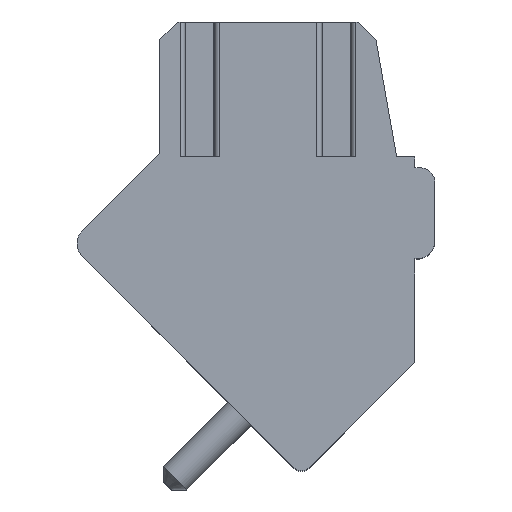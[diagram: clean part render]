
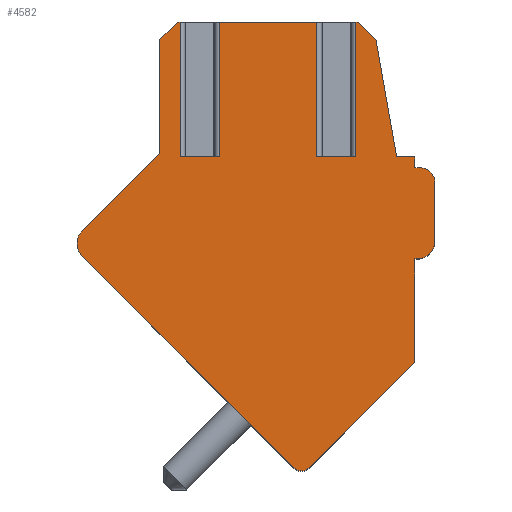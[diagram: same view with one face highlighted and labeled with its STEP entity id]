
A CAD part, top view. The second image highlights one B-rep face of the part: STEP entity #4582.
In plain terms, the highlighted planar face has unit normal (0, 0, 1).
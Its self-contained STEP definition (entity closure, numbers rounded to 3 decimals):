
#1244=DIRECTION('',(0.707,-0.707,0.));
#1245=VECTOR('',#1244,8.2);
#1246=CARTESIAN_POINT('',(-4.761,0.072,1.75));
#1247=LINE('',#1246,#1245);
#1415=DIRECTION('',(1.,0.,0.));
#1416=VECTOR('',#1415,1.07);
#1417=CARTESIAN_POINT('',(1.673,2.8,1.75));
#1418=LINE('',#1417,#1416);
#1419=DIRECTION('',(0.,1.,0.));
#1420=VECTOR('',#1419,3.7);
#1421=CARTESIAN_POINT('',(2.743,2.8,1.75));
#1422=LINE('',#1421,#1420);
#1423=DIRECTION('',(-1.,0.,0.));
#1424=VECTOR('',#1423,0.068);
#1425=CARTESIAN_POINT('',(2.811,6.5,1.75));
#1426=LINE('',#1425,#1424);
#1427=DIRECTION('',(-0.707,0.707,0.));
#1428=VECTOR('',#1427,0.677);
#1429=CARTESIAN_POINT('',(3.29,6.021,1.75));
#1430=LINE('',#1429,#1428);
#1431=DIRECTION('',(-0.174,0.985,0.));
#1432=VECTOR('',#1431,3.271);
#1433=CARTESIAN_POINT('',(3.858,2.8,1.75));
#1434=LINE('',#1433,#1432);
#1435=DIRECTION('',(-1.,0.,0.));
#1436=VECTOR('',#1435,0.5);
#1437=CARTESIAN_POINT('',(4.358,2.8,1.75));
#1438=LINE('',#1437,#1436);
#1439=DIRECTION('',(0.,1.,0.));
#1440=VECTOR('',#1439,0.3);
#1441=CARTESIAN_POINT('',(4.358,2.5,1.75));
#1442=LINE('',#1441,#1440);
#1443=DIRECTION('',(-1.,0.,0.));
#1444=VECTOR('',#1443,0.15);
#1445=CARTESIAN_POINT('',(4.508,2.5,1.75));
#1446=LINE('',#1445,#1444);
#1447=CARTESIAN_POINT('',(4.508,2.1,1.75));
#1448=DIRECTION('',(0.,0.,1.));
#1449=DIRECTION('',(1.,0.,0.));
#1450=AXIS2_PLACEMENT_3D('',#1447,#1448,#1449);
#1452=DIRECTION('',(0.,1.,0.));
#1453=VECTOR('',#1452,1.6);
#1454=CARTESIAN_POINT('',(4.908,0.5,1.75));
#1455=LINE('',#1454,#1453);
#1456=CARTESIAN_POINT('',(4.408,0.5,1.75));
#1457=DIRECTION('',(0.,0.,1.));
#1458=DIRECTION('',(0.,-1.,0.));
#1459=AXIS2_PLACEMENT_3D('',#1456,#1457,#1458);
#1461=DIRECTION('',(1.,0.,0.));
#1462=VECTOR('',#1461,0.05);
#1463=CARTESIAN_POINT('',(4.358,0.,1.75));
#1464=LINE('',#1463,#1462);
#1465=DIRECTION('',(0.,1.,0.));
#1466=VECTOR('',#1465,2.83);
#1467=CARTESIAN_POINT('',(4.358,-2.83,1.75));
#1468=LINE('',#1467,#1466);
#1469=DIRECTION('',(0.707,0.707,0.));
#1470=VECTOR('',#1469,4.096);
#1471=CARTESIAN_POINT('',(1.461,-5.727,1.75));
#1472=LINE('',#1471,#1470);
#1473=CARTESIAN_POINT('',(1.249,-5.515,1.75));
#1474=DIRECTION('',(0.,0.,1.));
#1475=DIRECTION('',(-0.707,-0.707,0.));
#1476=AXIS2_PLACEMENT_3D('',#1473,#1474,#1475);
#1478=CARTESIAN_POINT('',(-4.408,0.425,1.75));
#1479=DIRECTION('',(0.,0.,1.));
#1480=DIRECTION('',(-0.707,0.707,0.));
#1481=AXIS2_PLACEMENT_3D('',#1478,#1479,#1480);
#1483=DIRECTION('',(-0.707,-0.707,0.));
#1484=VECTOR('',#1483,2.997);
#1485=CARTESIAN_POINT('',(-2.642,2.898,1.75));
#1486=LINE('',#1485,#1484);
#1487=DIRECTION('',(0.,-1.,0.));
#1488=VECTOR('',#1487,3.111);
#1489=CARTESIAN_POINT('',(-2.642,6.009,1.75));
#1490=LINE('',#1489,#1488);
#1491=DIRECTION('',(-0.707,-0.707,0.));
#1492=VECTOR('',#1491,0.694);
#1493=CARTESIAN_POINT('',(-2.151,6.5,1.75));
#1494=LINE('',#1493,#1492);
#1495=DIRECTION('',(-1.,0.,0.));
#1496=VECTOR('',#1495,0.074);
#1497=CARTESIAN_POINT('',(-2.077,6.5,1.75));
#1498=LINE('',#1497,#1496);
#1499=DIRECTION('',(0.,1.,0.));
#1500=VECTOR('',#1499,3.7);
#1501=CARTESIAN_POINT('',(-2.077,2.8,1.75));
#1502=LINE('',#1501,#1500);
#1503=DIRECTION('',(1.,0.,0.));
#1504=VECTOR('',#1503,1.07);
#1505=CARTESIAN_POINT('',(-2.077,2.8,1.75));
#1506=LINE('',#1505,#1504);
#1507=DIRECTION('',(0.,1.,0.));
#1508=VECTOR('',#1507,3.7);
#1509=CARTESIAN_POINT('',(-1.007,2.8,1.75));
#1510=LINE('',#1509,#1508);
#1511=DIRECTION('',(-1.,0.,0.));
#1512=VECTOR('',#1511,2.68);
#1513=CARTESIAN_POINT('',(1.673,6.5,1.75));
#1514=LINE('',#1513,#1512);
#1515=DIRECTION('',(0.,1.,0.));
#1516=VECTOR('',#1515,3.7);
#1517=CARTESIAN_POINT('',(1.673,2.8,1.75));
#1518=LINE('',#1517,#1516);
#2206=CARTESIAN_POINT('',(1.673,2.8,1.75));
#2207=CARTESIAN_POINT('',(2.743,2.8,1.75));
#2208=VERTEX_POINT('',#2206);
#2209=VERTEX_POINT('',#2207);
#2210=CARTESIAN_POINT('',(2.743,6.5,1.75));
#2211=VERTEX_POINT('',#2210);
#2212=CARTESIAN_POINT('',(1.673,6.5,1.75));
#2213=VERTEX_POINT('',#2212);
#2226=CARTESIAN_POINT('',(-2.077,2.8,1.75));
#2227=CARTESIAN_POINT('',(-1.007,2.8,1.75));
#2228=VERTEX_POINT('',#2226);
#2229=VERTEX_POINT('',#2227);
#2230=CARTESIAN_POINT('',(-1.007,6.5,1.75));
#2231=VERTEX_POINT('',#2230);
#2232=CARTESIAN_POINT('',(-2.077,6.5,1.75));
#2233=VERTEX_POINT('',#2232);
#2324=CARTESIAN_POINT('',(1.037,-5.727,1.75));
#2325=CARTESIAN_POINT('',(1.461,-5.727,1.75));
#2326=VERTEX_POINT('',#2324);
#2327=VERTEX_POINT('',#2325);
#2328=CARTESIAN_POINT('',(4.358,-2.83,1.75));
#2329=VERTEX_POINT('',#2328);
#2330=CARTESIAN_POINT('',(4.358,0.,1.75));
#2331=VERTEX_POINT('',#2330);
#2332=CARTESIAN_POINT('',(4.408,0.,1.75));
#2333=VERTEX_POINT('',#2332);
#2334=CARTESIAN_POINT('',(4.908,0.5,1.75));
#2335=VERTEX_POINT('',#2334);
#2336=CARTESIAN_POINT('',(4.908,2.1,1.75));
#2337=VERTEX_POINT('',#2336);
#2338=CARTESIAN_POINT('',(4.508,2.5,1.75));
#2339=VERTEX_POINT('',#2338);
#2340=CARTESIAN_POINT('',(4.358,2.5,1.75));
#2341=VERTEX_POINT('',#2340);
#2342=CARTESIAN_POINT('',(4.358,2.8,1.75));
#2343=VERTEX_POINT('',#2342);
#2344=CARTESIAN_POINT('',(3.858,2.8,1.75));
#2345=VERTEX_POINT('',#2344);
#2346=CARTESIAN_POINT('',(3.29,6.021,1.75));
#2347=VERTEX_POINT('',#2346);
#2348=CARTESIAN_POINT('',(2.811,6.5,1.75));
#2349=VERTEX_POINT('',#2348);
#2350=CARTESIAN_POINT('',(-2.151,6.5,1.75));
#2351=CARTESIAN_POINT('',(-2.642,6.009,1.75));
#2352=VERTEX_POINT('',#2350);
#2353=VERTEX_POINT('',#2351);
#2354=CARTESIAN_POINT('',(-4.761,0.779,1.75));
#2355=CARTESIAN_POINT('',(-4.761,0.072,1.75));
#2356=VERTEX_POINT('',#2354);
#2357=VERTEX_POINT('',#2355);
#2362=CARTESIAN_POINT('',(-2.642,2.898,1.75));
#2364=VERTEX_POINT('',#2362);
#4539=CARTESIAN_POINT('',(0.,0.,1.75));
#4540=DIRECTION('',(0.,0.,1.));
#4541=DIRECTION('',(1.,0.,0.));
#4542=AXIS2_PLACEMENT_3D('',#4539,#4540,#4541);
#4543=PLANE('',#4542);
#4545=ORIENTED_EDGE('',*,*,#4544,.T.);
#4547=ORIENTED_EDGE('',*,*,#4546,.T.);
#4548=ORIENTED_EDGE('',*,*,#2941,.F.);
#4549=ORIENTED_EDGE('',*,*,#3115,.F.);
#4550=ORIENTED_EDGE('',*,*,#3129,.F.);
#4551=ORIENTED_EDGE('',*,*,#3143,.F.);
#4552=ORIENTED_EDGE('',*,*,#3172,.F.);
#4553=ORIENTED_EDGE('',*,*,#3188,.F.);
#4554=ORIENTED_EDGE('',*,*,#3635,.F.);
#4555=ORIENTED_EDGE('',*,*,#3677,.F.);
#4556=ORIENTED_EDGE('',*,*,#3719,.F.);
#4557=ORIENTED_EDGE('',*,*,#3761,.F.);
#4558=ORIENTED_EDGE('',*,*,#3810,.F.);
#4559=ORIENTED_EDGE('',*,*,#4292,.F.);
#4560=ORIENTED_EDGE('',*,*,#4398,.F.);
#4561=ORIENTED_EDGE('',*,*,#4343,.F.);
#4563=ORIENTED_EDGE('',*,*,#4562,.F.);
#4565=ORIENTED_EDGE('',*,*,#4564,.F.);
#4567=ORIENTED_EDGE('',*,*,#4566,.F.);
#4569=ORIENTED_EDGE('',*,*,#4568,.F.);
#4570=ORIENTED_EDGE('',*,*,#2973,.F.);
#4572=ORIENTED_EDGE('',*,*,#4571,.F.);
#4574=ORIENTED_EDGE('',*,*,#4573,.T.);
#4576=ORIENTED_EDGE('',*,*,#4575,.T.);
#4577=ORIENTED_EDGE('',*,*,#2957,.F.);
#4579=ORIENTED_EDGE('',*,*,#4578,.F.);
#4580=EDGE_LOOP('',(#4545,#4547,#4548,#4549,#4550,#4551,#4552,#4553,#4554,#4555,
#4556,#4557,#4558,#4559,#4560,#4561,#4563,#4565,#4567,#4569,#4570,#4572,#4574,
#4576,#4577,#4579));
#4581=FACE_OUTER_BOUND('',#4580,.F.);
#1451=CIRCLE('',#1450,0.4);
#1460=CIRCLE('',#1459,0.5);
#1477=CIRCLE('',#1476,0.3);
#1482=CIRCLE('',#1481,0.5);
#2941=EDGE_CURVE('',#2349,#2211,#1426,.T.);
#2957=EDGE_CURVE('',#2213,#2231,#1514,.T.);
#2973=EDGE_CURVE('',#2233,#2352,#1498,.T.);
#3115=EDGE_CURVE('',#2347,#2349,#1430,.T.);
#3129=EDGE_CURVE('',#2345,#2347,#1434,.T.);
#3143=EDGE_CURVE('',#2343,#2345,#1438,.T.);
#3172=EDGE_CURVE('',#2341,#2343,#1442,.T.);
#3188=EDGE_CURVE('',#2339,#2341,#1446,.T.);
#3635=EDGE_CURVE('',#2337,#2339,#1451,.T.);
#3677=EDGE_CURVE('',#2335,#2337,#1455,.T.);
#3719=EDGE_CURVE('',#2333,#2335,#1460,.T.);
#3761=EDGE_CURVE('',#2331,#2333,#1464,.T.);
#3810=EDGE_CURVE('',#2329,#2331,#1468,.T.);
#4292=EDGE_CURVE('',#2327,#2329,#1472,.T.);
#4343=EDGE_CURVE('',#2357,#2326,#1247,.T.);
#4398=EDGE_CURVE('',#2326,#2327,#1477,.T.);
#4544=EDGE_CURVE('',#2208,#2209,#1418,.T.);
#4546=EDGE_CURVE('',#2209,#2211,#1422,.T.);
#4562=EDGE_CURVE('',#2356,#2357,#1482,.T.);
#4564=EDGE_CURVE('',#2364,#2356,#1486,.T.);
#4566=EDGE_CURVE('',#2353,#2364,#1490,.T.);
#4568=EDGE_CURVE('',#2352,#2353,#1494,.T.);
#4571=EDGE_CURVE('',#2228,#2233,#1502,.T.);
#4573=EDGE_CURVE('',#2228,#2229,#1506,.T.);
#4575=EDGE_CURVE('',#2229,#2231,#1510,.T.);
#4578=EDGE_CURVE('',#2208,#2213,#1518,.T.);
#4582=ADVANCED_FACE('',(#4581),#4543,.T.);
